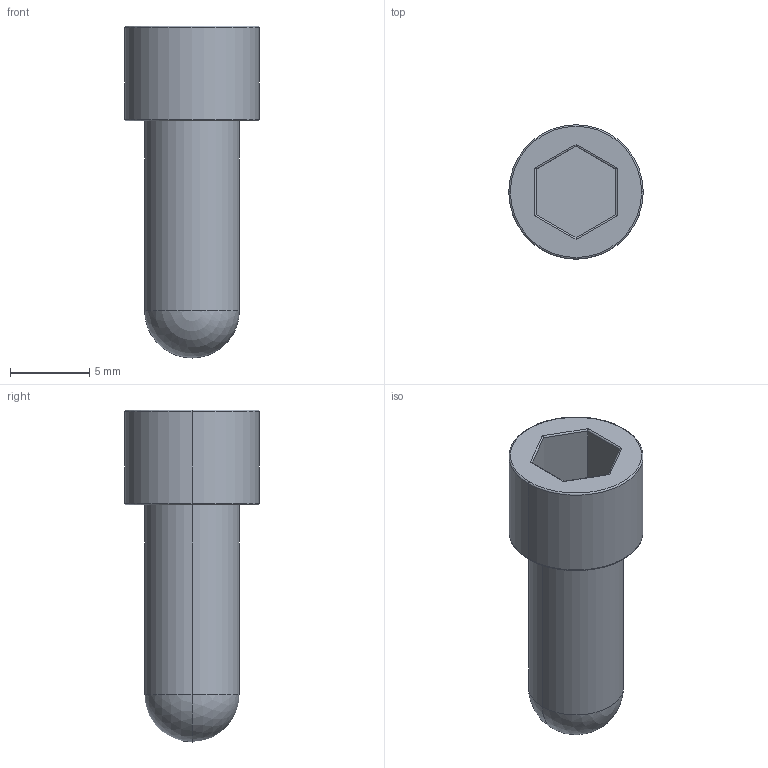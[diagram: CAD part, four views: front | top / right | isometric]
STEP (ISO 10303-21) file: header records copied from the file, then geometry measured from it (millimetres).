
FILE_DESCRIPTION (( 'STEP AP203' ), '1' );
FILE_NAME ('W0003510-016-Setup inbus M6 54.STEP', '2024-05-27T12:23:08', ( '' ), ( '' ), 'SwSTEP 2.0', 'SolidWorks 2024', '' );
FILE_SCHEMA (( 'CONFIG_CONTROL_DESIGN' ));
Length unit declared in the file: millimetre
Products named in the file (1): W0003510-016-Setup inbus M6 54
Bounding box: 8.5 x 8.5 x 21 mm (x, y, z)
Volume: 649.6 mm3; surface area: 594.4 mm2
Topology: 1 solids, 1 shells, 25 faces, 56 edges, 33 vertices
Faces by surface type: cylinder 10, plane 9, torus 4, sphere 2
Entity records: 731 total; most frequent: CARTESIAN_POINT 127, DIRECTION 116, ORIENTED_EDGE 104, EDGE_CURVE 52, AXIS2_PLACEMENT_3D 44, VERTEX_POINT 31, LINE 28, VECTOR 28
